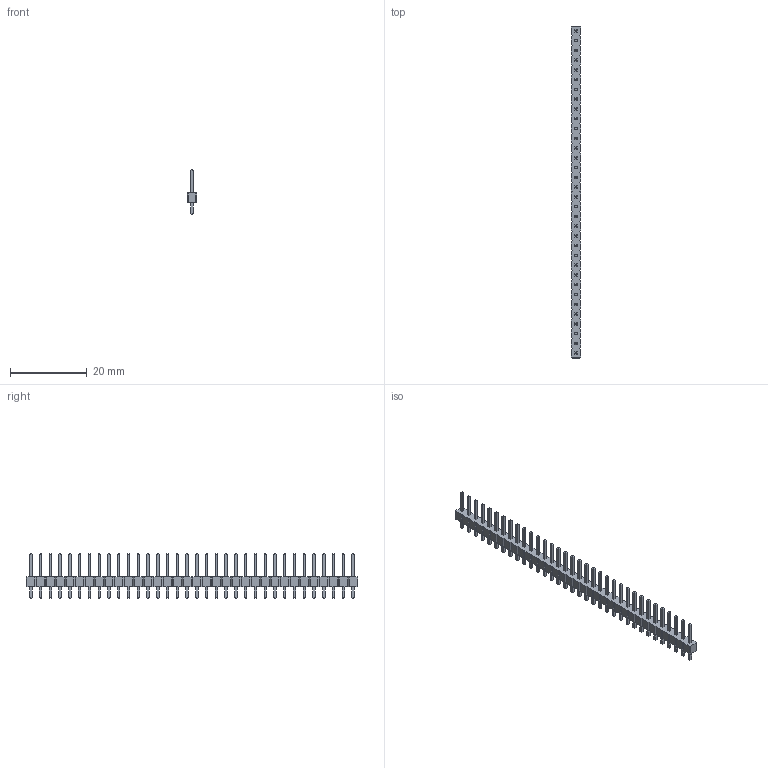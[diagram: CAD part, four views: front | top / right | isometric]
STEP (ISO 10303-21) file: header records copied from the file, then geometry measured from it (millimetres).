
FILE_DESCRIPTION(/* description */ ('model of PinHeader_1x34_P2.54mm_Vertical'),/* implementation_level */ '2;1');
FILE_NAME(/* name */ 'PinHeader_1x34_P2.54mm_Vertical.step',/* time_stamp */ '2017-12-09T23:55:57',/* author */ ('kicad StepUp','ksu'),/* organization */ ('FreeCAD'),/* preprocessor_version */ 'OCC',/* originating_system */ 'kicad StepUp',/* authorisation */ '');
FILE_SCHEMA(('AUTOMOTIVE_DESIGN { 1 0 10303 214 1 1 1 1 }'));
Length unit declared in the file: millimetre
Products named in the file (1): PinHeader_1x34_P254mm_Vertical
Bounding box: 2.54 x 86.36 x 11.54 mm (x, y, z)
Volume: 669.5 mm3; surface area: 1679.5 mm2
Topology: 1 solids, 1 shells, 820 faces, 1978 edges, 1228 vertices
Faces by surface type: plane 820
Entity records: 15339 total; most frequent: ORIENTED_EDGE 3070, CARTESIAN_POINT 2353, EDGE_CURVE 1978, LINE 1842, VERTEX_POINT 1228, FACE_BOUND 888, EDGE_LOOP 888, ADVANCED_FACE 820
